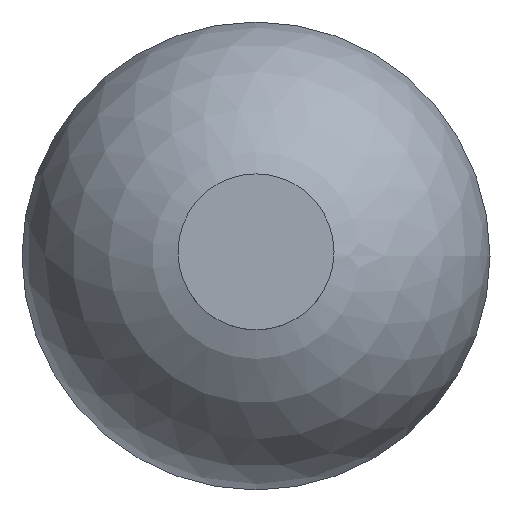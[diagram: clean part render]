
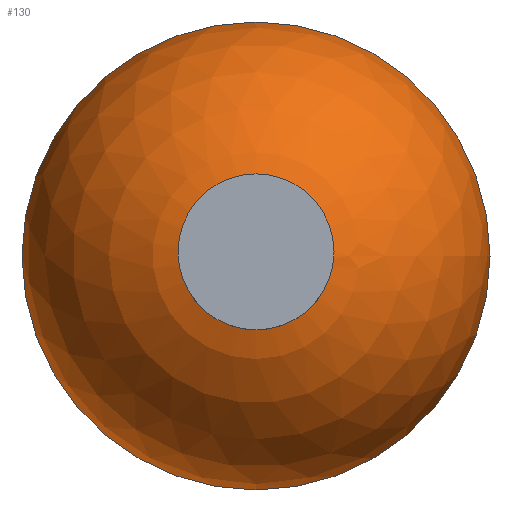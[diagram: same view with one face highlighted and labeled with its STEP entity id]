
A CAD part, top view. The second image highlights one B-rep face of the part: STEP entity #130.
In plain terms, the highlighted spherical face has radius 3 mm.
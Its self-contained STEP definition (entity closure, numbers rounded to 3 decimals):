
#1 = CIRCLE ( 'NONE', #42, 0.7 ) ;
#9 = FACE_BOUND ( 'NONE', #283, .T. ) ;
#14 = DIRECTION ( 'NONE',  ( -1., 0., 0. ) ) ;
#16 = DIRECTION ( 'NONE',  ( 1., 0., 0. ) ) ;
#18 = AXIS2_PLACEMENT_3D ( 'NONE', #72, #143, #16 ) ;
#27 = VERTEX_POINT ( 'NONE', #222 ) ;
#32 = CARTESIAN_POINT ( 'NONE',  ( 0., 0., 2.917 ) ) ;
#42 = AXIS2_PLACEMENT_3D ( 'NONE', #32, #81, #247 ) ;
#46 = ORIENTED_EDGE ( 'NONE', *, *, #113, .T. ) ;
#50 = CIRCLE ( 'NONE', #67, 0.7 ) ;
#53 = FACE_OUTER_BOUND ( 'NONE', #151, .T. ) ;
#58 = DIRECTION ( 'NONE',  ( 0., 0., -1. ) ) ;
#61 = VERTEX_POINT ( 'NONE', #162 ) ;
#67 = AXIS2_PLACEMENT_3D ( 'NONE', #212, #272, #74 ) ;
#72 = CARTESIAN_POINT ( 'NONE',  ( 0., 0., 0. ) ) ;
#74 = DIRECTION ( 'NONE',  ( -1., 0., 0. ) ) ;
#81 = DIRECTION ( 'NONE',  ( 0., 0., 1. ) ) ;
#113 = EDGE_CURVE ( 'NONE', #240, #61, #183, .T. ) ;
#126 = EDGE_CURVE ( 'NONE', #240, #61, #129, .T. ) ;
#128 = ORIENTED_EDGE ( 'NONE', *, *, #259, .F. ) ;
#129 = CIRCLE ( 'NONE', #262, 3. ) ;
#130 = ADVANCED_FACE ( 'NONE', ( #53, #9 ), #233, .T. ) ;
#140 = DIRECTION ( 'NONE',  ( 1., 0., 0. ) ) ;
#143 = DIRECTION ( 'NONE',  ( 0., 0., -1. ) ) ;
#148 = CARTESIAN_POINT ( 'NONE',  ( 0., 0., 0. ) ) ;
#151 = EDGE_LOOP ( 'NONE', ( #182, #46 ) ) ;
#162 = CARTESIAN_POINT ( 'NONE',  ( 0., 3., 0. ) ) ;
#168 = CARTESIAN_POINT ( 'NONE',  ( 0.7, 0., 2.917 ) ) ;
#172 = EDGE_CURVE ( 'NONE', #256, #27, #1, .T. ) ;
#182 = ORIENTED_EDGE ( 'NONE', *, *, #126, .F. ) ;
#183 = CIRCLE ( 'NONE', #248, 3. ) ;
#212 = CARTESIAN_POINT ( 'NONE',  ( 0., 0., 2.917 ) ) ;
#220 = ORIENTED_EDGE ( 'NONE', *, *, #172, .F. ) ;
#222 = CARTESIAN_POINT ( 'NONE',  ( -0.7, 0., 2.917 ) ) ;
#230 = CARTESIAN_POINT ( 'NONE',  ( 0., -3., 0. ) ) ;
#233 = SPHERICAL_SURFACE ( 'NONE', #18, 3. ) ;
#240 = VERTEX_POINT ( 'NONE', #230 ) ;
#247 = DIRECTION ( 'NONE',  ( -1., 0., 0. ) ) ;
#248 = AXIS2_PLACEMENT_3D ( 'NONE', #148, #249, #140 ) ;
#249 = DIRECTION ( 'NONE',  ( 0., 0., 1. ) ) ;
#254 = CARTESIAN_POINT ( 'NONE',  ( 0., 0., 0. ) ) ;
#256 = VERTEX_POINT ( 'NONE', #168 ) ;
#259 = EDGE_CURVE ( 'NONE', #27, #256, #50, .T. ) ;
#262 = AXIS2_PLACEMENT_3D ( 'NONE', #254, #58, #14 ) ;
#272 = DIRECTION ( 'NONE',  ( 0., 0., 1. ) ) ;
#283 = EDGE_LOOP ( 'NONE', ( #128, #220 ) ) ;
